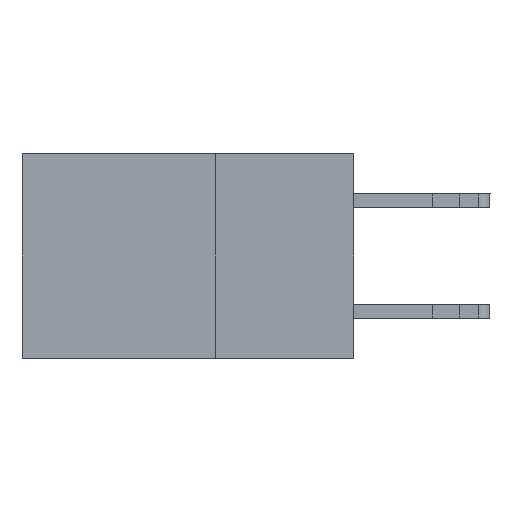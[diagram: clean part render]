
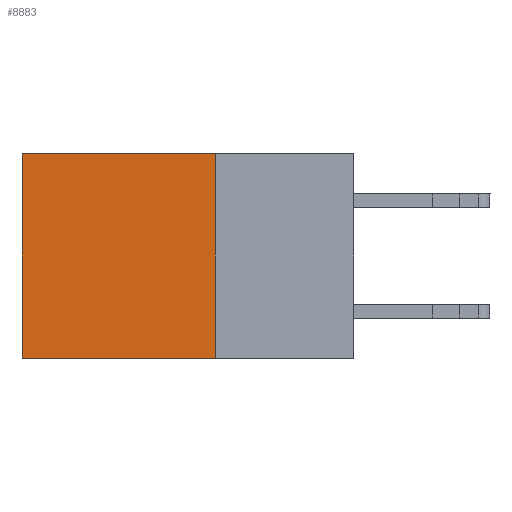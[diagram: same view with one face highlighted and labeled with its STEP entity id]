
A CAD part, left-side view. The second image highlights one B-rep face of the part: STEP entity #8883.
In plain terms, the highlighted planar face has unit normal (-1, 0, 0).
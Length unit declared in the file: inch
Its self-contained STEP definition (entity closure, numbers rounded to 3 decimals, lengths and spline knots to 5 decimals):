
#442 = VECTOR ( 'NONE', #14049, 39.37008 ) ;
#836 = ORIENTED_EDGE ( 'NONE', *, *, #24789, .T. ) ;
#1628 = VERTEX_POINT ( 'NONE', #36100 ) ;
#1680 = CARTESIAN_POINT ( 'NONE',  ( 0.2875, 0.25, 0. ) ) ;
#3183 = VECTOR ( 'NONE', #13608, 39.37008 ) ;
#4519 = LINE ( 'NONE', #16011, #21209 ) ;
#5395 = EDGE_LOOP ( 'NONE', ( #836, #13847, #31983, #7502 ) ) ;
#5461 = CARTESIAN_POINT ( 'NONE',  ( 0.2875, 0.25, 0. ) ) ;
#6587 = DIRECTION ( 'NONE',  ( 0., 1., 0. ) ) ;
#7491 = LINE ( 'NONE', #1680, #442 ) ;
#7502 = ORIENTED_EDGE ( 'NONE', *, *, #36956, .T. ) ;
#8516 = VERTEX_POINT ( 'NONE', #30603 ) ;
#8883 = ADVANCED_FACE ( 'NONE', ( #21877 ), #33377, .F. ) ;
#9417 = EDGE_CURVE ( 'NONE', #1628, #26059, #7491, .T. ) ;
#10549 = DIRECTION ( 'NONE',  ( 1., 0., 0. ) ) ;
#13132 = AXIS2_PLACEMENT_3D ( 'NONE', #5461, #10549, #19777 ) ;
#13485 = EDGE_CURVE ( 'NONE', #26059, #34413, #31773, .T. ) ;
#13608 = DIRECTION ( 'NONE',  ( 0., 0., -1. ) ) ;
#13847 = ORIENTED_EDGE ( 'NONE', *, *, #13485, .F. ) ;
#14049 = DIRECTION ( 'NONE',  ( 0., 0., -1. ) ) ;
#16011 = CARTESIAN_POINT ( 'NONE',  ( 0.2875, 0.25, 0. ) ) ;
#16809 = CARTESIAN_POINT ( 'NONE',  ( 0.2875, 0.6, 0. ) ) ;
#16892 = CARTESIAN_POINT ( 'NONE',  ( 0.2875, 0.25, -0.37 ) ) ;
#19623 = LINE ( 'NONE', #16809, #3183 ) ;
#19777 = DIRECTION ( 'NONE',  ( 0., 0., -1. ) ) ;
#21209 = VECTOR ( 'NONE', #6587, 39.37008 ) ;
#21877 = FACE_OUTER_BOUND ( 'NONE', #5395, .T. ) ;
#23101 = DIRECTION ( 'NONE',  ( 0., 1., 0. ) ) ;
#24789 = EDGE_CURVE ( 'NONE', #8516, #34413, #19623, .T. ) ;
#26059 = VERTEX_POINT ( 'NONE', #28687 ) ;
#28687 = CARTESIAN_POINT ( 'NONE',  ( 0.2875, 0.25, -0.37 ) ) ;
#30603 = CARTESIAN_POINT ( 'NONE',  ( 0.2875, 0.6, 0. ) ) ;
#31773 = LINE ( 'NONE', #16892, #34977 ) ;
#31983 = ORIENTED_EDGE ( 'NONE', *, *, #9417, .F. ) ;
#33377 = PLANE ( 'NONE',  #13132 ) ;
#34413 = VERTEX_POINT ( 'NONE', #35788 ) ;
#34977 = VECTOR ( 'NONE', #23101, 39.37008 ) ;
#35788 = CARTESIAN_POINT ( 'NONE',  ( 0.2875, 0.6, -0.37 ) ) ;
#36100 = CARTESIAN_POINT ( 'NONE',  ( 0.2875, 0.25, 0. ) ) ;
#36956 = EDGE_CURVE ( 'NONE', #1628, #8516, #4519, .T. ) ;
